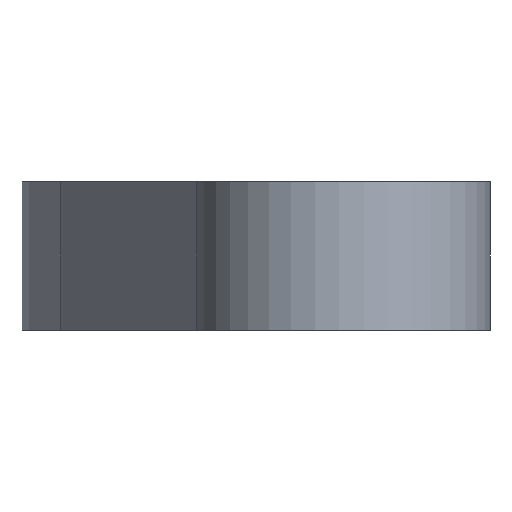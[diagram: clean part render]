
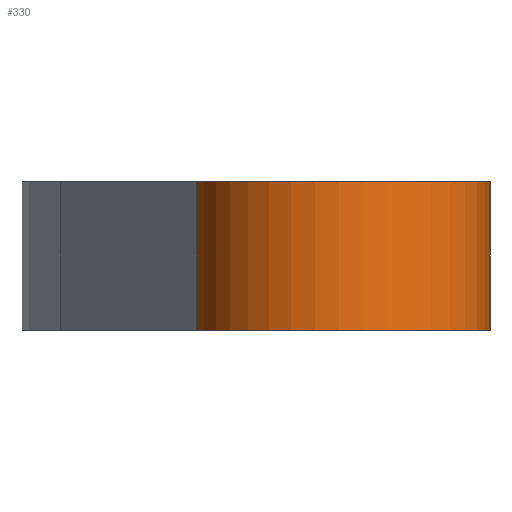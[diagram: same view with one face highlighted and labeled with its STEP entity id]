
A CAD part, left-side view. The second image highlights one B-rep face of the part: STEP entity #330.
In plain terms, the highlighted cylindrical face has radius 5.08 mm (diameter 10.16 mm), a partial arc.
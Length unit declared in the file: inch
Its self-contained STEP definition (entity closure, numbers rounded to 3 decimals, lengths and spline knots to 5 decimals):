
#44=FACE_OUTER_BOUND('',#64,.T.);
#64=EDGE_LOOP('',(#287,#288,#289,#290));
#88=LINE('',#542,#115);
#95=LINE('',#557,#122);
#115=VECTOR('',#444,0.3937);
#122=VECTOR('',#461,0.3937);
#126=CIRCLE('',#339,0.2);
#140=CIRCLE('',#367,0.2);
#147=VERTEX_POINT('',#483);
#148=VERTEX_POINT('',#485);
#167=VERTEX_POINT('',#541);
#170=VERTEX_POINT('',#555);
#178=EDGE_CURVE('',#148,#147,#126,.T.);
#206=EDGE_CURVE('',#148,#167,#88,.T.);
#214=EDGE_CURVE('',#147,#170,#95,.T.);
#215=EDGE_CURVE('',#167,#170,#140,.T.);
#287=ORIENTED_EDGE('',*,*,#178,.T.);
#288=ORIENTED_EDGE('',*,*,#214,.T.);
#289=ORIENTED_EDGE('',*,*,#215,.F.);
#290=ORIENTED_EDGE('',*,*,#206,.F.);
#314=CYLINDRICAL_SURFACE('',#366,0.2);
#330=ADVANCED_FACE('',(#44),#314,.T.);
#339=AXIS2_PLACEMENT_3D('',#486,#385,#386);
#366=AXIS2_PLACEMENT_3D('',#558,#462,#463);
#367=AXIS2_PLACEMENT_3D('',#559,#464,#465);
#385=DIRECTION('center_axis',(0.,0.,1.));
#386=DIRECTION('ref_axis',(1.,0.,0.));
#444=DIRECTION('',(0.,0.,1.));
#461=DIRECTION('',(0.,0.,1.));
#462=DIRECTION('center_axis',(0.,0.,1.));
#463=DIRECTION('ref_axis',(-0.972,-0.234,0.));
#464=DIRECTION('center_axis',(0.,0.,1.));
#465=DIRECTION('ref_axis',(1.,0.,0.));
#483=CARTESIAN_POINT('',(0.04754,-0.19427,0.));
#485=CARTESIAN_POINT('',(-0.04587,0.19467,0.));
#486=CARTESIAN_POINT('Origin',(0.,0.,0.));
#541=CARTESIAN_POINT('',(-0.04587,0.19467,0.2));
#542=CARTESIAN_POINT('',(-0.04587,0.19467,0.));
#555=CARTESIAN_POINT('',(0.04754,-0.19427,0.2));
#557=CARTESIAN_POINT('',(0.04754,-0.19427,0.));
#558=CARTESIAN_POINT('Origin',(0.,0.,0.));
#559=CARTESIAN_POINT('Origin',(0.,0.,0.2));
